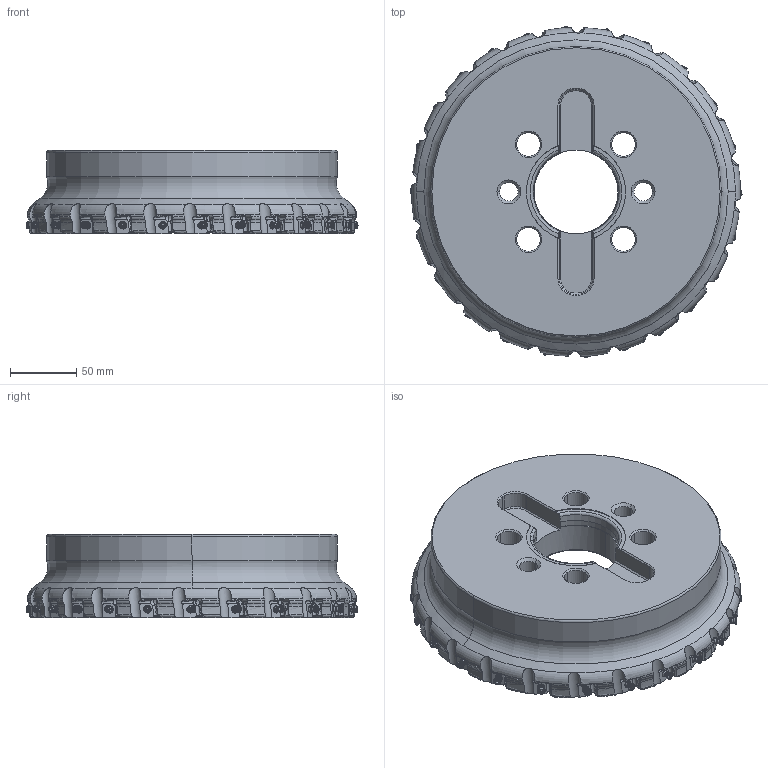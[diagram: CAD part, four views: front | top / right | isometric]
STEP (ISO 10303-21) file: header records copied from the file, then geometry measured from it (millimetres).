
FILE_DESCRIPTION(/* description */ (''),/* implementation_level */ '2;1');
FILE_NAME(/* name */ 'VOX400UR1024M.stp',/* time_stamp */ '2019-03-26T13:44:43+09:00',/* author */ (''),/* organization */ (''),/* preprocessor_version */ 'ST-DEVELOPER v16',/* originating_system */ 'SIEMENS PLM Software NX 10.0',/* authorisation */ '');
FILE_SCHEMA (('AUTOMOTIVE_DESIGN { 1 0 10303 214 3 1 1 1 }'));
Length unit declared in the file: millimetre
Products named in the file (1): VOX400UR1024M_ASM
Bounding box: 251.18 x 250.79 x 62.8 mm (x, y, z)
Volume: 1671049.8 mm3; surface area: 171294.2 mm2
Topology: 25 solids, 25 shells, 1979 faces, 5712 edges, 3664 vertices
Faces by surface type: cylinder 866, cone 424, plane 363, torus 254, sphere 72
Entity records: 86173 total; most frequent: CARTESIAN_POINT 35466, ORIENTED_EDGE 11088, DIRECTION 10190, EDGE_CURVE 5544, AXIS2_PLACEMENT_3D 4217, VERTEX_POINT 3664, EDGE_LOOP 2042, CIRCLE 2021
